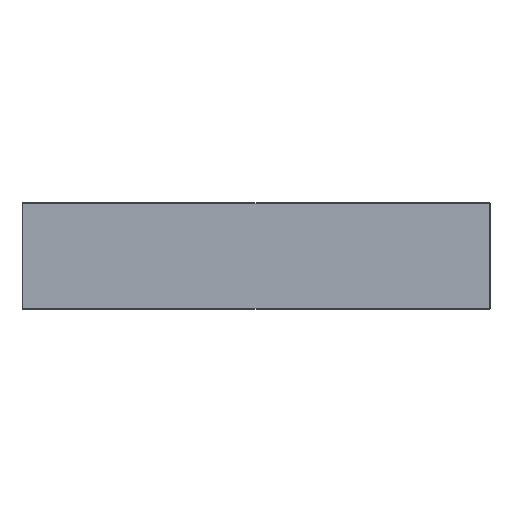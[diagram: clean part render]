
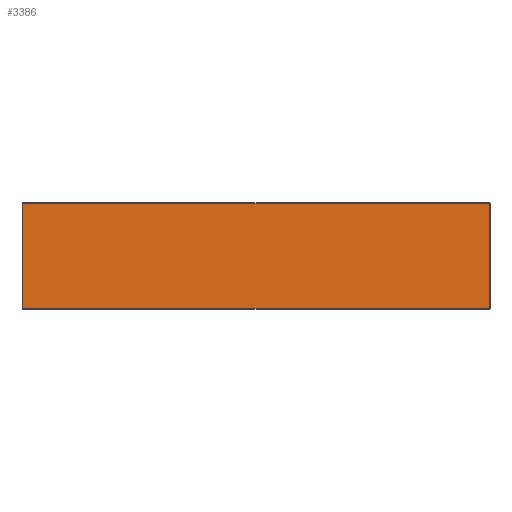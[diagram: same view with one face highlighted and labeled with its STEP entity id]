
A CAD part, front view. The second image highlights one B-rep face of the part: STEP entity #3386.
In plain terms, the highlighted planar face has unit normal (0, -1, 0).
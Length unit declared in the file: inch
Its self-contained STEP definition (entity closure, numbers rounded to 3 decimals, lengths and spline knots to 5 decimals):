
#38 = VECTOR ( 'NONE', #5249, 39.37008 ) ;
#414 = VECTOR ( 'NONE', #4755, 39.37008 ) ;
#560 = CARTESIAN_POINT ( 'NONE',  ( 0., 0., 0. ) ) ;
#635 = CARTESIAN_POINT ( 'NONE',  ( -5.475, 0., 1.48 ) ) ;
#697 = VECTOR ( 'NONE', #2415, 39.37008 ) ;
#1330 = ORIENTED_EDGE ( 'NONE', *, *, #5200, .T. ) ;
#1376 = AXIS2_PLACEMENT_3D ( 'NONE', #560, #1762, #4251 ) ;
#1426 = CARTESIAN_POINT ( 'NONE',  ( -5.455, 0., -0.98 ) ) ;
#1576 = CARTESIAN_POINT ( 'NONE',  ( 5.455, 0., 0. ) ) ;
#1651 = EDGE_CURVE ( 'NONE', #2318, #3114, #3648, .T. ) ;
#1734 = FACE_OUTER_BOUND ( 'NONE', #3872, .T. ) ;
#1762 = DIRECTION ( 'NONE',  ( 0., 1., 0. ) ) ;
#1807 = ORIENTED_EDGE ( 'NONE', *, *, #3253, .T. ) ;
#1964 = DIRECTION ( 'NONE',  ( -1., 0., 0. ) ) ;
#1979 = VERTEX_POINT ( 'NONE', #3642 ) ;
#2318 = VERTEX_POINT ( 'NONE', #3195 ) ;
#2415 = DIRECTION ( 'NONE',  ( 0., 0., 1. ) ) ;
#2968 = CARTESIAN_POINT ( 'NONE',  ( 5.455, 0., 1.48 ) ) ;
#3114 = VERTEX_POINT ( 'NONE', #2968 ) ;
#3195 = CARTESIAN_POINT ( 'NONE',  ( 5.455, 0., -0.98 ) ) ;
#3253 = EDGE_CURVE ( 'NONE', #5412, #2318, #3462, .T. ) ;
#3386 = ADVANCED_FACE ( 'NONE', ( #1734 ), #3860, .F. ) ;
#3462 = LINE ( 'NONE', #4401, #414 ) ;
#3599 = ORIENTED_EDGE ( 'NONE', *, *, #1651, .T. ) ;
#3642 = CARTESIAN_POINT ( 'NONE',  ( -5.455, 0., 1.48 ) ) ;
#3648 = LINE ( 'NONE', #1576, #697 ) ;
#3860 = PLANE ( 'NONE',  #1376 ) ;
#3872 = EDGE_LOOP ( 'NONE', ( #3599, #5135, #1330, #1807 ) ) ;
#4003 = LINE ( 'NONE', #635, #4494 ) ;
#4040 = LINE ( 'NONE', #4421, #38 ) ;
#4251 = DIRECTION ( 'NONE',  ( 0., 0., 1. ) ) ;
#4401 = CARTESIAN_POINT ( 'NONE',  ( 0., 0., -0.98 ) ) ;
#4421 = CARTESIAN_POINT ( 'NONE',  ( -5.455, 0., 0. ) ) ;
#4494 = VECTOR ( 'NONE', #1964, 39.37008 ) ;
#4755 = DIRECTION ( 'NONE',  ( 1., 0., 0. ) ) ;
#4973 = EDGE_CURVE ( 'NONE', #3114, #1979, #4003, .T. ) ;
#5135 = ORIENTED_EDGE ( 'NONE', *, *, #4973, .T. ) ;
#5200 = EDGE_CURVE ( 'NONE', #1979, #5412, #4040, .T. ) ;
#5249 = DIRECTION ( 'NONE',  ( 0., 0., -1. ) ) ;
#5412 = VERTEX_POINT ( 'NONE', #1426 ) ;
